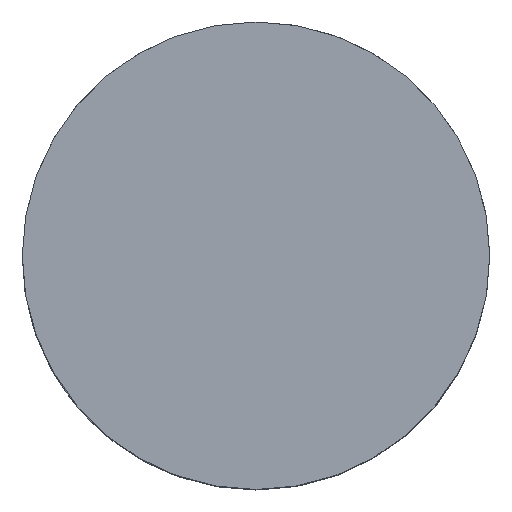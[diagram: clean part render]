
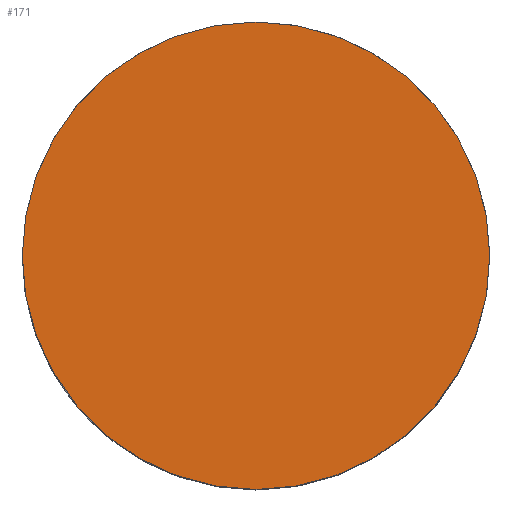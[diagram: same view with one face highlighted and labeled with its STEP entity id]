
A CAD part, top view. The second image highlights one B-rep face of the part: STEP entity #171.
In plain terms, the highlighted planar face has unit normal (0, 0, 1).
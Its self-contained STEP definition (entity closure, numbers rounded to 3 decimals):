
#16=PLANE('',#202);
#46=FACE_OUTER_BOUND('',#57,.T.);
#57=EDGE_LOOP('',(#157));
#75=CIRCLE('',#201,10.);
#90=VERTEX_POINT('',#866);
#112=EDGE_CURVE('',#90,#90,#75,.T.);
#157=ORIENTED_EDGE('',*,*,#112,.T.);
#171=ADVANCED_FACE('',(#46),#16,.T.);
#201=AXIS2_PLACEMENT_3D('',#867,#238,#239);
#202=AXIS2_PLACEMENT_3D('',#869,#241,#242);
#238=DIRECTION('center_axis',(0.,0.,1.));
#239=DIRECTION('ref_axis',(1.,0.,0.));
#241=DIRECTION('center_axis',(0.,0.,1.));
#242=DIRECTION('ref_axis',(1.,0.,0.));
#866=CARTESIAN_POINT('',(-10.,0.,12.));
#867=CARTESIAN_POINT('Origin',(0.,0.,12.));
#869=CARTESIAN_POINT('Origin',(0.,0.,12.));
